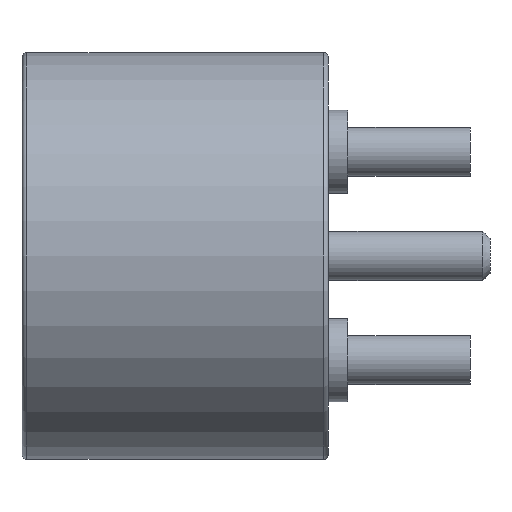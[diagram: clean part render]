
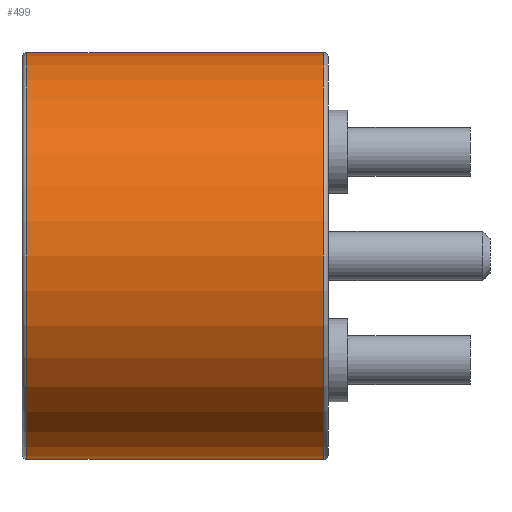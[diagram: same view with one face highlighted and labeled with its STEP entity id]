
A CAD part, left-side view. The second image highlights one B-rep face of the part: STEP entity #499.
In plain terms, the highlighted cylindrical face has radius 2.108 mm (diameter 4.216 mm), a full revolution.
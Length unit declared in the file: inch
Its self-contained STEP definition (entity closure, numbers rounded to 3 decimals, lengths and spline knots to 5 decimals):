
#10 = AXIS2_PLACEMENT_3D ( 'NONE', #360, #319, #186 ) ;
#34 = AXIS2_PLACEMENT_3D ( 'NONE', #769, #825, #114 ) ;
#84 = CIRCLE ( 'NONE', #10, 0.083 ) ;
#87 = CARTESIAN_POINT ( 'NONE',  ( 0., -0.002, 0. ) ) ;
#101 = EDGE_CURVE ( 'NONE', #267, #267, #830, .T. ) ;
#110 = CYLINDRICAL_SURFACE ( 'NONE', #34, 0.083 ) ;
#114 = DIRECTION ( 'NONE',  ( 0., 0., 1. ) ) ;
#146 = CARTESIAN_POINT ( 'NONE',  ( 0., -0.123, 0.083 ) ) ;
#186 = DIRECTION ( 'NONE',  ( 0., 0., 1. ) ) ;
#267 = VERTEX_POINT ( 'NONE', #765 ) ;
#313 = EDGE_LOOP ( 'NONE', ( #576 ) ) ;
#319 = DIRECTION ( 'NONE',  ( 0., 1., 0. ) ) ;
#358 = EDGE_LOOP ( 'NONE', ( #473 ) ) ;
#360 = CARTESIAN_POINT ( 'NONE',  ( 0., -0.123, 0. ) ) ;
#419 = VERTEX_POINT ( 'NONE', #146 ) ;
#473 = ORIENTED_EDGE ( 'NONE', *, *, #101, .T. ) ;
#499 = ADVANCED_FACE ( 'NONE', ( #524, #674 ), #110, .T. ) ;
#524 = FACE_OUTER_BOUND ( 'NONE', #313, .T. ) ;
#576 = ORIENTED_EDGE ( 'NONE', *, *, #588, .T. ) ;
#588 = EDGE_CURVE ( 'NONE', #419, #419, #84, .T. ) ;
#674 = FACE_OUTER_BOUND ( 'NONE', #358, .T. ) ;
#707 = AXIS2_PLACEMENT_3D ( 'NONE', #87, #796, #806 ) ;
#765 = CARTESIAN_POINT ( 'NONE',  ( 0., -0.002, 0.083 ) ) ;
#769 = CARTESIAN_POINT ( 'NONE',  ( 0., -0.37, 0. ) ) ;
#796 = DIRECTION ( 'NONE',  ( 0., -1., 0. ) ) ;
#806 = DIRECTION ( 'NONE',  ( 0., 0., 1. ) ) ;
#825 = DIRECTION ( 'NONE',  ( 0., 1., 0. ) ) ;
#830 = CIRCLE ( 'NONE', #707, 0.083 ) ;
